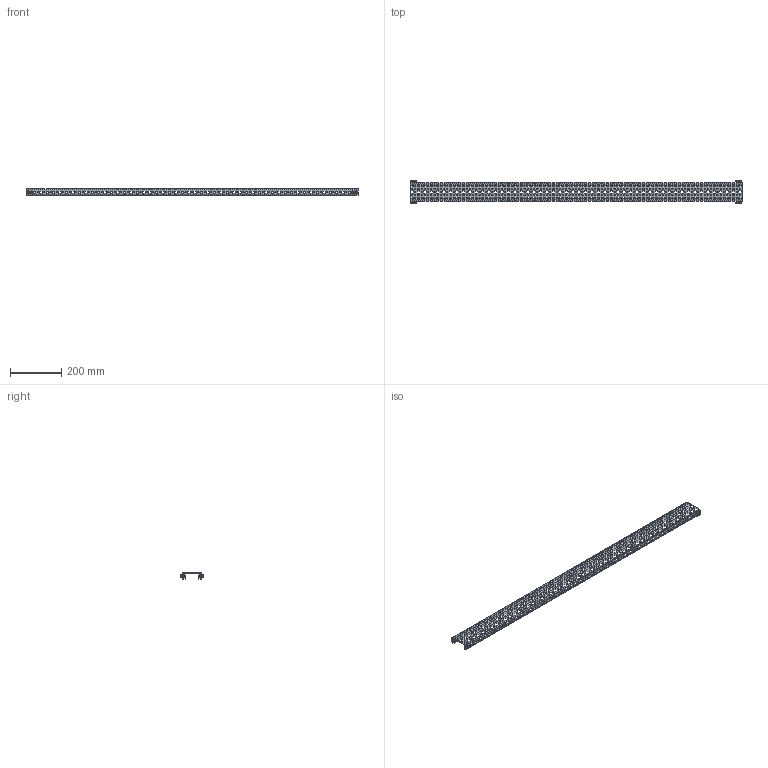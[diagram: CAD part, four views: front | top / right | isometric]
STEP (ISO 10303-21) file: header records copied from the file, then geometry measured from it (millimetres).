
FILE_DESCRIPTION (( 'STEP AP203' ), '1' );
FILE_NAME ('U0731142373 Êîìïëåêò ïëàíîê ìîíòàæíûõ 23õ73 òèï Ê LC2_RS52 00.140 (000.801.476-06).STEP', '2022-04-20T06:21:18', ( '' ), ( '' ), 'SwSTEP 2.0', 'SolidWorks 2017', '' );
FILE_SCHEMA (( 'CONFIG_CONTROL_DESIGN' ));
Length unit declared in the file: millimetre
Products named in the file (7): Ãàéêà êâàäðàòíàÿ_Œ6-2‚; U0731142373 Êîìïëåêò ïëàíîê ìîíòàæíûõ 23õ73 òèï Ê LC2_RS52 00.140 (000.801.476-06); Êëåòêà ãàéêè_M6-4€; Âèíò DIN 7500 C TORX_Œ5å12; 025-271 Ïëàíêà ìîíòàæíàÿ 23õ73 RS52_06 (1400); Âèíò DIN 7984 TORX_Œ6å16; Ãàéêà êëåòåâàÿ_Œ6-4€
Assembly tree (15 placements, depth 3):
  U0731142373 Êîìïëåêò ïëàíîê ìîíòàæíûõ 23õ73 òèï Ê LC2_RS52 00.140 (000.801.476-06)
    025-271 Ïëàíêà ìîíòàæíàÿ 23õ73 RS52_06 (1400)
    Ãàéêà êëåòåâàÿ_Œ6-4€  x4
      Êëåòêà ãàéêè_M6-4€
      Ãàéêà êâàäðàòíàÿ_Œ6-2‚
    Âèíò DIN 7984 TORX_Œ6å16  x4
    Âèíò DIN 7500 C TORX_Œ5å12  x4
Bounding box: 1291 x 89 x 25 mm (x, y, z)
Volume: 203954.3 mm3; surface area: 317324.4 mm2
Topology: 17 solids, 17 shells, 2724 faces, 7650 edges, 4972 vertices
Faces by surface type: plane 1482, cylinder 1162, bspline 32, cone 24, torus 16, sphere 8
Entity records: 76932 total; most frequent: CARTESIAN_POINT 13280, ORIENTED_EDGE 12786, DIRECTION 12708, EDGE_CURVE 6393, LINE 4372, VECTOR 4372, VERTEX_POINT 4222, AXIS2_PLACEMENT_3D 4168
